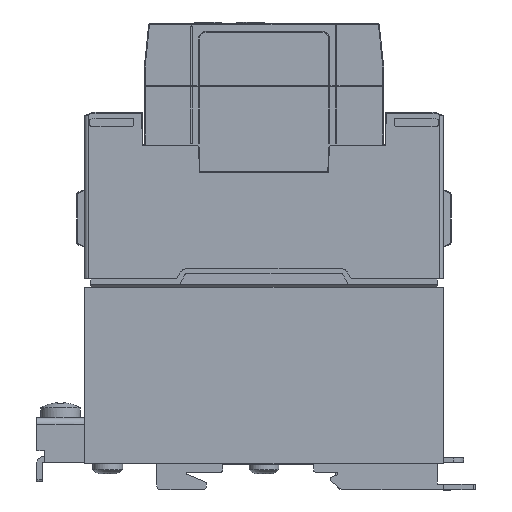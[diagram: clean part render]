
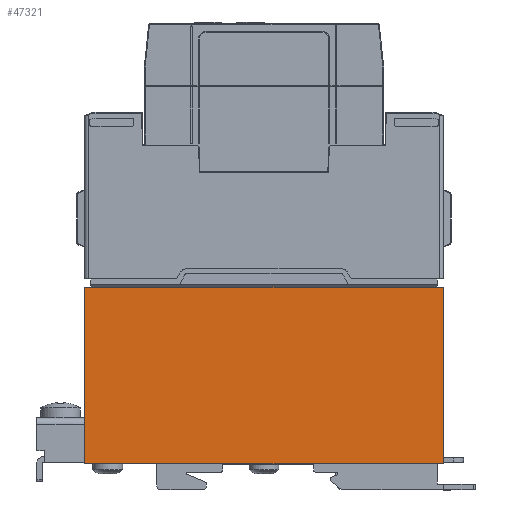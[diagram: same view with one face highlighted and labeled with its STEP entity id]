
A CAD part, left-side view. The second image highlights one B-rep face of the part: STEP entity #47321.
In plain terms, the highlighted planar face has unit normal (-1, 0, 0).
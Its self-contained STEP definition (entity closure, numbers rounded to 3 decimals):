
#5550=LINE('',#79641,#10250);
#5560=LINE('',#79662,#10260);
#5561=LINE('',#79664,#10261);
#5562=LINE('',#79665,#10262);
#10250=VECTOR('',#61808,1.);
#10260=VECTOR('',#61824,1.);
#10261=VECTOR('',#61825,1.);
#10262=VECTOR('',#61826,1.);
#13501=FACE_OUTER_BOUND('',#16207,.T.);
#16207=EDGE_LOOP('',(#38980,#38981,#38982,#38983));
#21648=VERTEX_POINT('',#79637);
#21650=VERTEX_POINT('',#79640);
#21658=VERTEX_POINT('',#79661);
#21659=VERTEX_POINT('',#79663);
#27796=EDGE_CURVE('',#21650,#21648,#5550,.F.);
#27806=EDGE_CURVE('',#21658,#21648,#5560,.T.);
#27807=EDGE_CURVE('',#21658,#21659,#5561,.T.);
#27808=EDGE_CURVE('',#21659,#21650,#5562,.T.);
#38980=ORIENTED_EDGE('',*,*,#27806,.F.);
#38981=ORIENTED_EDGE('',*,*,#27807,.T.);
#38982=ORIENTED_EDGE('',*,*,#27808,.T.);
#38983=ORIENTED_EDGE('',*,*,#27796,.T.);
#45116=PLANE('',#51210);
#47321=ADVANCED_FACE('',(#13501),#45116,.T.);
#51210=AXIS2_PLACEMENT_3D('',#79660,#61822,#61823);
#61808=DIRECTION('',(0.,1.,0.));
#61822=DIRECTION('center_axis',(-1.,0.,0.));
#61823=DIRECTION('ref_axis',(0.,0.,1.));
#61824=DIRECTION('',(0.,0.,-1.));
#61825=DIRECTION('',(0.,1.,0.));
#61826=DIRECTION('',(0.,0.,-1.));
#79637=CARTESIAN_POINT('',(-26.75,-45.,2.1));
#79640=CARTESIAN_POINT('',(-26.75,45.,2.1));
#79641=CARTESIAN_POINT('',(-26.75,-45.,2.1));
#79660=CARTESIAN_POINT('Origin',(-26.75,-45.,46.4));
#79661=CARTESIAN_POINT('',(-26.75,-45.,46.4));
#79662=CARTESIAN_POINT('',(-26.75,-45.,2.6));
#79663=CARTESIAN_POINT('',(-26.75,45.,46.4));
#79664=CARTESIAN_POINT('',(-26.75,-45.,46.4));
#79665=CARTESIAN_POINT('',(-26.75,45.,2.6));
